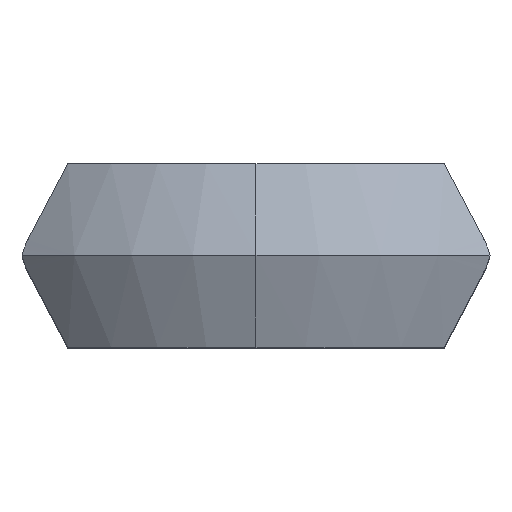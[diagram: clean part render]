
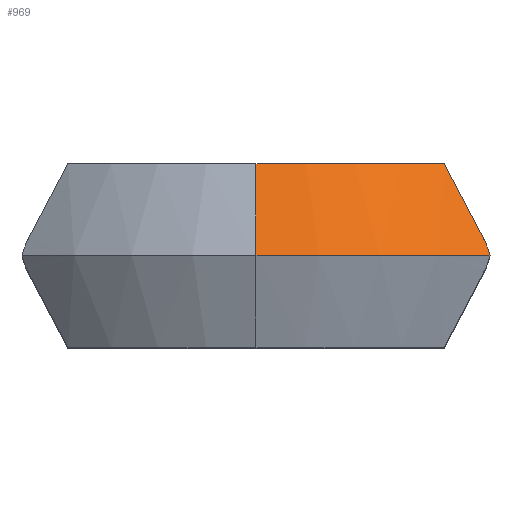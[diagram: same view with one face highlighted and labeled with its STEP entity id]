
A CAD part, top view. The second image highlights one B-rep face of the part: STEP entity #969.
In plain terms, the highlighted conical face has half-angle 20 degrees and reference radius 160 mm.
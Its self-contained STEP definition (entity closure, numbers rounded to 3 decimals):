
#48 = CIRCLE ( 'NONE', #157, 160. ) ;
#82 = CARTESIAN_POINT ( 'NONE',  ( 81.866, 40., 120.213 ) ) ;
#147 = DIRECTION ( 'NONE',  ( 0., 0., 1. ) ) ;
#148 = DIRECTION ( 'NONE',  ( 0., 1., 0. ) ) ;
#157 = AXIS2_PLACEMENT_3D ( 'NONE', #1538, #1896, #147 ) ;
#190 = CARTESIAN_POINT ( 'NONE',  ( 81.866, 40., 120.213 ) ) ;
#197 = DIRECTION ( 'NONE',  ( 0., -1., 0. ) ) ;
#227 = CONICAL_SURFACE ( 'NONE', #1490, 160., 0.349 ) ;
#250 = VERTEX_POINT ( 'NONE', #1105 ) ;
#353 = CARTESIAN_POINT ( 'NONE',  ( 0., 0., 160. ) ) ;
#357 = CARTESIAN_POINT ( 'NONE',  ( 0., 0., 0. ) ) ;
#474 = ORIENTED_EDGE ( 'NONE', *, *, #903, .F. ) ;
#486 = EDGE_LOOP ( 'NONE', ( #2223, #607, #2025, #1279, #474 ) ) ;
#528 = CARTESIAN_POINT ( 'NONE',  ( 99.326, 6.84, 122.245 ) ) ;
#529 = DIRECTION ( 'NONE',  ( 0., 0., 1. ) ) ;
#553 = FACE_OUTER_BOUND ( 'NONE', #486, .T. ) ;
#568 = B_SPLINE_CURVE_WITH_KNOTS ( 'NONE', 3,
 ( #190, #1403, #2091, #707 ),
 .UNSPECIFIED., .F., .F.,
 ( 4, 4 ),
 ( 0., 0.038 ),
 .UNSPECIFIED. ) ;
#607 = ORIENTED_EDGE ( 'NONE', *, *, #1173, .T. ) ;
#707 = CARTESIAN_POINT ( 'NONE',  ( 99.326, 6.84, 122.245 ) ) ;
#746 = CARTESIAN_POINT ( 'NONE',  ( 100.392, 4.609, 122.423 ) ) ;
#810 = EDGE_CURVE ( 'NONE', #1906, #1155, #48, .T. ) ;
#819 = CARTESIAN_POINT ( 'NONE',  ( 0., 0., 160. ) ) ;
#850 = DIRECTION ( 'NONE',  ( 0., 0., 1. ) ) ;
#860 = CARTESIAN_POINT ( 'NONE',  ( 0., 40., 0. ) ) ;
#903 = EDGE_CURVE ( 'NONE', #1856, #1612, #568, .T. ) ;
#969 = ADVANCED_FACE ( 'NONE', ( #553 ), #227, .T. ) ;
#1105 = CARTESIAN_POINT ( 'NONE',  ( 0., 40., 145.441 ) ) ;
#1155 = VERTEX_POINT ( 'NONE', #2021 ) ;
#1173 = EDGE_CURVE ( 'NONE', #250, #1906, #1716, .T. ) ;
#1279 = ORIENTED_EDGE ( 'NONE', *, *, #1706, .T. ) ;
#1369 = CARTESIAN_POINT ( 'NONE',  ( 99.326, 6.84, 122.245 ) ) ;
#1397 = CARTESIAN_POINT ( 'NONE',  ( 101.585, 1.172, 123.061 ) ) ;
#1403 = CARTESIAN_POINT ( 'NONE',  ( 87.776, 29.003, 121.03 ) ) ;
#1490 = AXIS2_PLACEMENT_3D ( 'NONE', #357, #197, #529 ) ;
#1538 = CARTESIAN_POINT ( 'NONE',  ( 0., 0., 0. ) ) ;
#1543 = DIRECTION ( 'NONE',  ( 0., -0.94, 0.342 ) ) ;
#1612 = VERTEX_POINT ( 'NONE', #1369 ) ;
#1629 = B_SPLINE_CURVE_WITH_KNOTS ( 'NONE', 3,
 ( #1943, #1397, #2106, #746, #1763, #528 ),
 .UNSPECIFIED., .F., .F.,
 ( 4, 2, 4 ),
 ( 0., 0.004, 0.007 ),
 .UNSPECIFIED. ) ;
#1673 = VECTOR ( 'NONE', #1543, 1000. ) ;
#1706 = EDGE_CURVE ( 'NONE', #1155, #1612, #1629, .T. ) ;
#1716 = LINE ( 'NONE', #819, #1673 ) ;
#1763 = CARTESIAN_POINT ( 'NONE',  ( 99.898, 5.733, 122.3 ) ) ;
#1787 = AXIS2_PLACEMENT_3D ( 'NONE', #860, #148, #850 ) ;
#1856 = VERTEX_POINT ( 'NONE', #82 ) ;
#1860 = CIRCLE ( 'NONE', #1787, 145.441 ) ;
#1896 = DIRECTION ( 'NONE',  ( 0., 1., 0. ) ) ;
#1906 = VERTEX_POINT ( 'NONE', #353 ) ;
#1926 = EDGE_CURVE ( 'NONE', #250, #1856, #1860, .T. ) ;
#1943 = CARTESIAN_POINT ( 'NONE',  ( 101.859, 0., 123.388 ) ) ;
#2021 = CARTESIAN_POINT ( 'NONE',  ( 101.859, 0., 123.388 ) ) ;
#2025 = ORIENTED_EDGE ( 'NONE', *, *, #810, .T. ) ;
#2091 = CARTESIAN_POINT ( 'NONE',  ( 93.59, 17.945, 121.698 ) ) ;
#2106 = CARTESIAN_POINT ( 'NONE',  ( 101.236, 2.328, 122.804 ) ) ;
#2223 = ORIENTED_EDGE ( 'NONE', *, *, #1926, .F. ) ;
